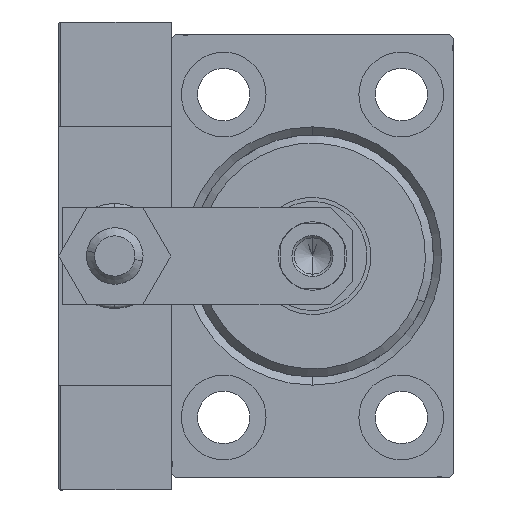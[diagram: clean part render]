
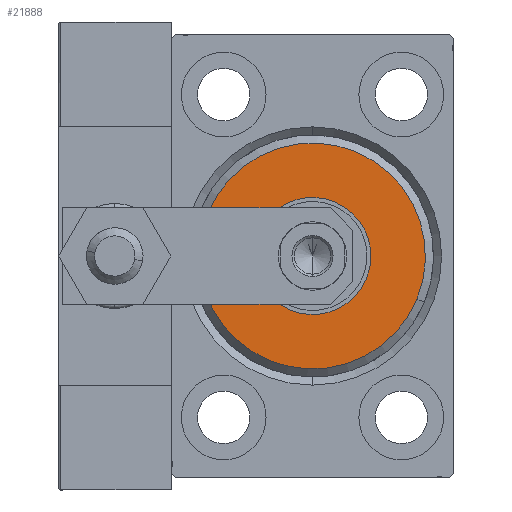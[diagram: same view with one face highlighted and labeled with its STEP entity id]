
A CAD part, left-side view. The second image highlights one B-rep face of the part: STEP entity #21888.
In plain terms, the highlighted face is planar.
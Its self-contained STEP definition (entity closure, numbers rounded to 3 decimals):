
#4486 = FACE_OUTER_BOUND ( 'NONE', #27906, .T. ) ;
#7995 = DIRECTION ( 'NONE',  ( 1., 0., 0. ) ) ;
#8871 = CARTESIAN_POINT ( 'NONE',  ( 3., 0., 0. ) ) ;
#10294 = AXIS2_PLACEMENT_3D ( 'NONE', #37978, #26435, #18744 ) ;
#11288 = CARTESIAN_POINT ( 'NONE',  ( 3., 0., 7.25 ) ) ;
#11936 = DIRECTION ( 'NONE',  ( 1., 0., 0. ) ) ;
#12055 = VERTEX_POINT ( 'NONE', #42364 ) ;
#13639 = CARTESIAN_POINT ( 'NONE',  ( 3., 0., -7.25 ) ) ;
#15714 = VERTEX_POINT ( 'NONE', #13639 ) ;
#18389 = VERTEX_POINT ( 'NONE', #46580 ) ;
#18622 = ORIENTED_EDGE ( 'NONE', *, *, #23803, .F. ) ;
#18744 = DIRECTION ( 'NONE',  ( 0., 0., -1. ) ) ;
#20158 = DIRECTION ( 'NONE',  ( 0., 0., -1. ) ) ;
#20693 = AXIS2_PLACEMENT_3D ( 'NONE', #28609, #39648, #20158 ) ;
#21456 = VERTEX_POINT ( 'NONE', #11288 ) ;
#21790 = CIRCLE ( 'NONE', #10294, 14. ) ;
#21888 = ADVANCED_FACE ( 'NONE', ( #4486, #23760 ), #36309, .T. ) ;
#23120 = CIRCLE ( 'NONE', #26418, 14. ) ;
#23456 = ORIENTED_EDGE ( 'NONE', *, *, #36306, .T. ) ;
#23760 = FACE_BOUND ( 'NONE', #38776, .T. ) ;
#23803 = EDGE_CURVE ( 'NONE', #21456, #15714, #28960, .T. ) ;
#24534 = ORIENTED_EDGE ( 'NONE', *, *, #50043, .T. ) ;
#24558 = DIRECTION ( 'NONE',  ( 1., 0., 0. ) ) ;
#26418 = AXIS2_PLACEMENT_3D ( 'NONE', #31378, #7995, #47023 ) ;
#26435 = DIRECTION ( 'NONE',  ( 1., 0., 0. ) ) ;
#26870 = ORIENTED_EDGE ( 'NONE', *, *, #27440, .F. ) ;
#27440 = EDGE_CURVE ( 'NONE', #15714, #21456, #31579, .T. ) ;
#27906 = EDGE_LOOP ( 'NONE', ( #23456, #24534 ) ) ;
#28609 = CARTESIAN_POINT ( 'NONE',  ( 3., 0., 0. ) ) ;
#28960 = CIRCLE ( 'NONE', #33057, 7.25 ) ;
#31378 = CARTESIAN_POINT ( 'NONE',  ( 3., 0., 0. ) ) ;
#31579 = CIRCLE ( 'NONE', #42208, 7.25 ) ;
#33057 = AXIS2_PLACEMENT_3D ( 'NONE', #8871, #24558, #40187 ) ;
#36073 = CARTESIAN_POINT ( 'NONE',  ( 3., 0., 0. ) ) ;
#36306 = EDGE_CURVE ( 'NONE', #12055, #18389, #23120, .T. ) ;
#36309 = PLANE ( 'NONE',  #20693 ) ;
#37978 = CARTESIAN_POINT ( 'NONE',  ( 3., 0., 0. ) ) ;
#38776 = EDGE_LOOP ( 'NONE', ( #26870, #18622 ) ) ;
#39410 = DIRECTION ( 'NONE',  ( 0., 0., -1. ) ) ;
#39648 = DIRECTION ( 'NONE',  ( 1., 0., 0. ) ) ;
#40187 = DIRECTION ( 'NONE',  ( 0., 0., -1. ) ) ;
#42208 = AXIS2_PLACEMENT_3D ( 'NONE', #36073, #11936, #39410 ) ;
#42364 = CARTESIAN_POINT ( 'NONE',  ( 3., 0., 14. ) ) ;
#46580 = CARTESIAN_POINT ( 'NONE',  ( 3., 0., -14. ) ) ;
#47023 = DIRECTION ( 'NONE',  ( 0., 0., -1. ) ) ;
#50043 = EDGE_CURVE ( 'NONE', #18389, #12055, #21790, .T. ) ;
